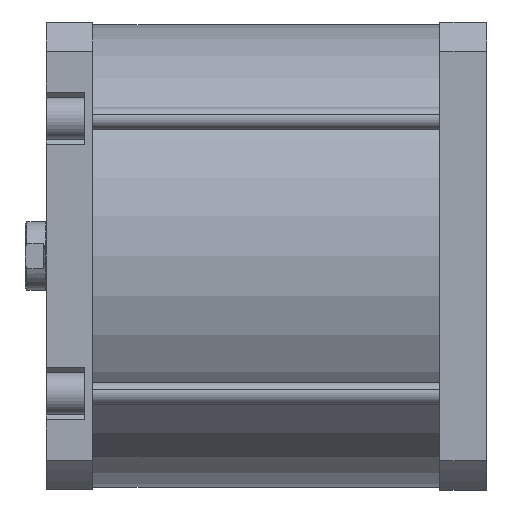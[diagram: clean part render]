
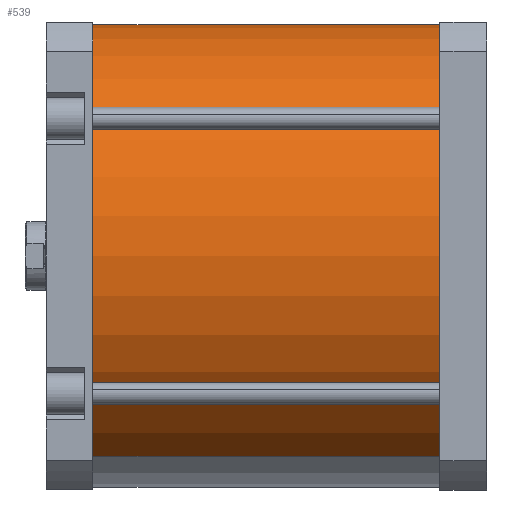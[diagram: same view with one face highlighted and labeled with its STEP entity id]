
A CAD part, front view. The second image highlights one B-rep face of the part: STEP entity #539.
In plain terms, the highlighted cylindrical face has radius 168 mm (diameter 336 mm), a partial arc.
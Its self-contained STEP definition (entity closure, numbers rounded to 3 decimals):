
#263 = AXIS2_PLACEMENT_3D ( 'NONE', #1542, #1541, #1540 ) ;
#539 = ADVANCED_FACE ( 'NONE', ( #5121 ), #5126, .T. ) ;
#1540 = DIRECTION ( 'NONE',  ( -1., 0., 0. ) ) ;
#1541 = DIRECTION ( 'NONE',  ( 0., 0., -1. ) ) ;
#1542 = CARTESIAN_POINT ( 'NONE',  ( 0., 0., 252. ) ) ;
#2430 = CIRCLE ( 'NONE', #3741, 168. ) ;
#2432 = VECTOR ( 'NONE', #6560, 1000. ) ;
#2436 = LINE ( 'NONE', #6559, #2432 ) ;
#2443 = LINE ( 'NONE', #6552, #2445 ) ;
#2445 = VECTOR ( 'NONE', #6562, 1000. ) ;
#2450 = CIRCLE ( 'NONE', #3751, 168. ) ;
#3043 = EDGE_LOOP ( 'NONE', ( #4690, #4683, #4660, #4669 ) ) ;
#3557 = VERTEX_POINT ( 'NONE', #5757 ) ;
#3559 = VERTEX_POINT ( 'NONE', #5759 ) ;
#3561 = VERTEX_POINT ( 'NONE', #5761 ) ;
#3565 = VERTEX_POINT ( 'NONE', #5765 ) ;
#3741 = AXIS2_PLACEMENT_3D ( 'NONE', #6529, #6530, #6531 ) ;
#3751 = AXIS2_PLACEMENT_3D ( 'NONE', #6558, #6569, #6570 ) ;
#4660 = ORIENTED_EDGE ( 'NONE', *, *, #7570, .T. ) ;
#4669 = ORIENTED_EDGE ( 'NONE', *, *, #7574, .T. ) ;
#4683 = ORIENTED_EDGE ( 'NONE', *, *, #7560, .F. ) ;
#4690 = ORIENTED_EDGE ( 'NONE', *, *, #7571, .F. ) ;
#5121 = FACE_OUTER_BOUND ( 'NONE', #3043, .T. ) ;
#5126 = CYLINDRICAL_SURFACE ( 'NONE', #263, 168. ) ;
#5757 = CARTESIAN_POINT ( 'NONE',  ( -168., 0., 0. ) ) ;
#5759 = CARTESIAN_POINT ( 'NONE',  ( 168., 0., 0. ) ) ;
#5761 = CARTESIAN_POINT ( 'NONE',  ( 168., 0., 252. ) ) ;
#5765 = CARTESIAN_POINT ( 'NONE',  ( -168., 0., 252. ) ) ;
#6529 = CARTESIAN_POINT ( 'NONE',  ( 0., 0., 252. ) ) ;
#6530 = DIRECTION ( 'NONE',  ( 0., 0., 1. ) ) ;
#6531 = DIRECTION ( 'NONE',  ( 1., 0., 0. ) ) ;
#6552 = CARTESIAN_POINT ( 'NONE',  ( 168., 0., 252. ) ) ;
#6558 = CARTESIAN_POINT ( 'NONE',  ( 0., 0., 0. ) ) ;
#6559 = CARTESIAN_POINT ( 'NONE',  ( -168., 0., 252. ) ) ;
#6560 = DIRECTION ( 'NONE',  ( 0., 0., -1. ) ) ;
#6562 = DIRECTION ( 'NONE',  ( 0., 0., -1. ) ) ;
#6569 = DIRECTION ( 'NONE',  ( 0., 0., 1. ) ) ;
#6570 = DIRECTION ( 'NONE',  ( 1., 0., 0. ) ) ;
#7560 = EDGE_CURVE ( 'NONE', #3565, #3561, #2430, .T. ) ;
#7570 = EDGE_CURVE ( 'NONE', #3565, #3557, #2436, .T. ) ;
#7571 = EDGE_CURVE ( 'NONE', #3561, #3559, #2443, .T. ) ;
#7574 = EDGE_CURVE ( 'NONE', #3557, #3559, #2450, .T. ) ;
